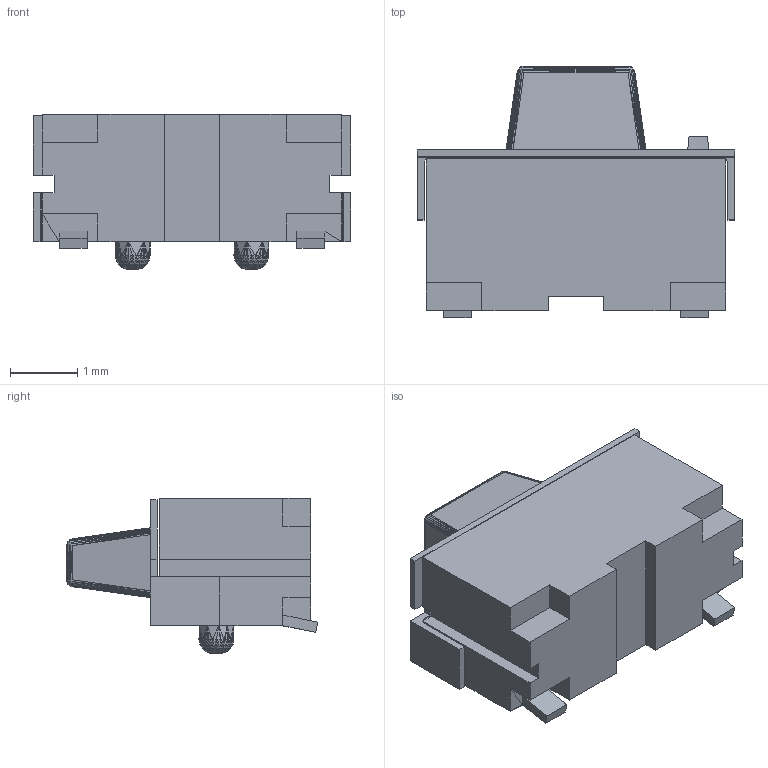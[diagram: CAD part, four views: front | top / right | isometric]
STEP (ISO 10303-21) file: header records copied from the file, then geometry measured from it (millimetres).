
FILE_DESCRIPTION(/* description */ ('FreeCAD Model'),/* implementation_level */ '2;1');
FILE_NAME(/* name */ 'ts24ca.step',/* time_stamp */ '2025-12-10T19:37:26+01:00',/* author */ (''),/* organization */ (''),/* preprocessor_version */ 'ST-DEVELOPER v20.1',/* originating_system */ 'Autodesk Translation Framework v14.21.0.0',/* authorisation */ '');
FILE_SCHEMA (('AUTOMOTIVE_DESIGN { 1 0 10303 214 3 1 1 }'));
Length unit declared in the file: millimetre
Products named in the file (1): Scale (Solid)
Bounding box: 4.71 x 3.73 x 2.3 mm (x, y, z)
Volume: 21 mm3; surface area: 85.3 mm2
Topology: 2 solids, 2 shells, 1649 faces, 2583 edges, 936 vertices
Faces by surface type: plane 1649
Entity records: 33290 total; most frequent: DIRECTION 5893, CARTESIAN_POINT 5189, ORIENTED_EDGE 5186, LINE 2593, VECTOR 2593, EDGE_CURVE 2593, EDGE_LOOP 1651, AXIS2_PLACEMENT_3D 1650
